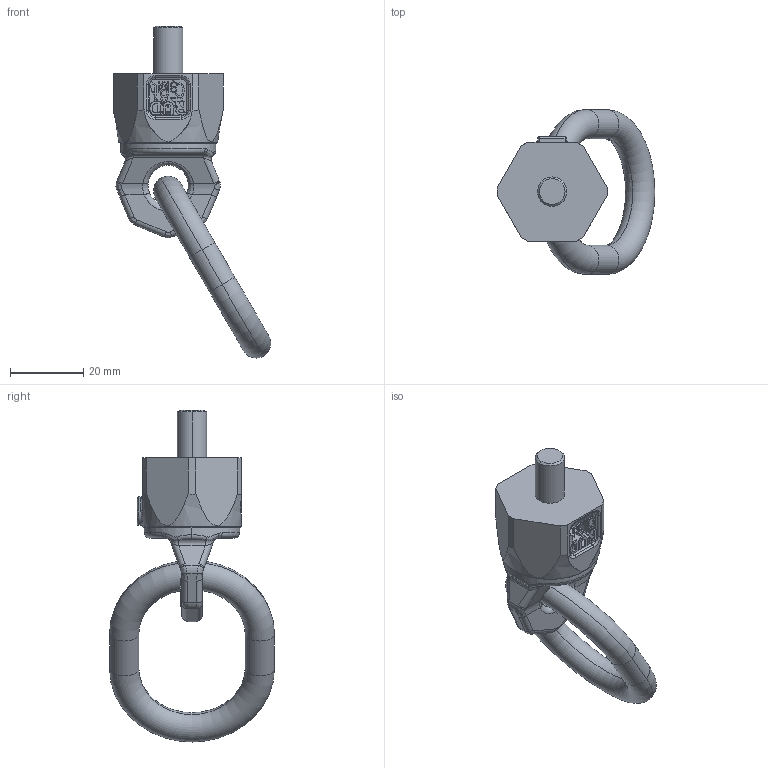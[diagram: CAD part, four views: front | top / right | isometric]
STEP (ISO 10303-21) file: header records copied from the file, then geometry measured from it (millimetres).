
FILE_DESCRIPTION((''),'2;1');
FILE_NAME('001-M33226-P-10_ASM','2018-05-09T',('Anja.Joas'),(''),'PRO/ENGINEER BY PARAMETRIC TECHNOLOGY CORPORATION, 2011490','PRO/ENGINEER BY PARAMETRIC TECHNOLOGY CORPORATION, 2011490','');
FILE_SCHEMA(('CONFIG_CONTROL_DESIGN'));
Length unit declared in the file: millimetre
Products named in the file (4): 001-M31709-P-30_AF0; 001-M31709-P-40_AF1; 001-M31708-P-3; 001-M33226-P-10_ASM
Assembly tree (3 placements, depth 2):
  001-M33226-P-10_ASM
    001-M31709-P-30_AF0
    001-M31709-P-40_AF1
    001-M31708-P-3
Bounding box: 43 x 45 x 90.57 mm (x, y, z)
Volume: 23688.2 mm3; surface area: 9306.3 mm2
Topology: 3 solids, 3 shells, 738 faces, 2019 edges, 1310 vertices
Faces by surface type: plane 589, cylinder 67, bspline 47, torus 27, cone 5, sphere 2, extrusion 1
Entity records: 25439 total; most frequent: CARTESIAN_POINT 6892, ORIENTED_EDGE 4034, DIRECTION 3505, EDGE_CURVE 2017, VECTOR 1709, LINE 1708, VERTEX_POINT 1309, AXIS2_PLACEMENT_3D 898
